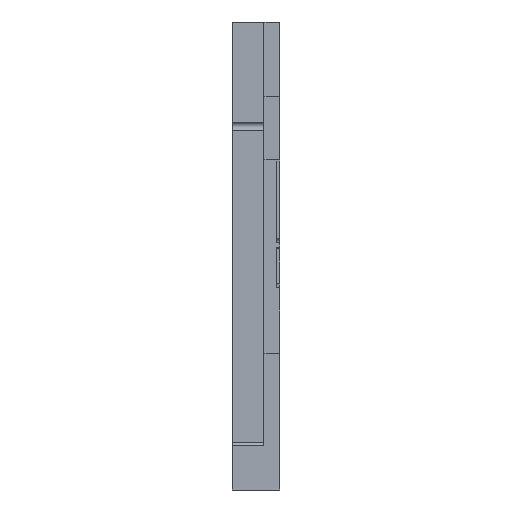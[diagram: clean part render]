
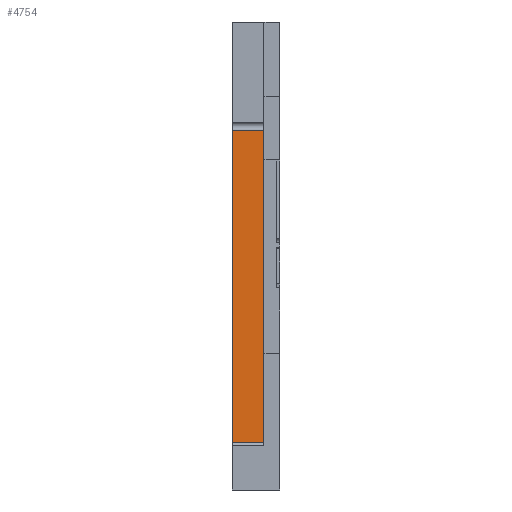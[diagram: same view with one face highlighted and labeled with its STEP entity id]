
A CAD part, front view. The second image highlights one B-rep face of the part: STEP entity #4754.
In plain terms, the highlighted planar face has unit normal (0, -1, 0).
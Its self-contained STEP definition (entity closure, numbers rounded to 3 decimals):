
#7 = CARTESIAN_POINT ( 'NONE',  ( 20., -178.541, 211.19 ) ) ;
#307 = VECTOR ( 'NONE', #13865, 1000. ) ;
#749 = LINE ( 'NONE', #7965, #4980 ) ;
#1300 = VECTOR ( 'NONE', #19148, 1000. ) ;
#1977 = VERTEX_POINT ( 'NONE', #12534 ) ;
#3363 = VERTEX_POINT ( 'NONE', #4487 ) ;
#3485 = VERTEX_POINT ( 'NONE', #6896 ) ;
#4013 = DIRECTION ( 'NONE',  ( 0., 0., 1. ) ) ;
#4487 = CARTESIAN_POINT ( 'NONE',  ( 0., -178.541, 134.958 ) ) ;
#4673 = EDGE_LOOP ( 'NONE', ( #9489, #13879, #22131, #10071 ) ) ;
#4754 = ADVANCED_FACE ( 'NONE', ( #22609 ), #6883, .F. ) ;
#4980 = VECTOR ( 'NONE', #9376, 1000. ) ;
#5642 = LINE ( 'NONE', #7488, #22014 ) ;
#6391 = DIRECTION ( 'NONE',  ( 0., 0., -1. ) ) ;
#6883 = PLANE ( 'NONE',  #17740 ) ;
#6896 = CARTESIAN_POINT ( 'NONE',  ( 0., -178.541, -61.81 ) ) ;
#7049 = EDGE_CURVE ( 'NONE', #3485, #19655, #19032, .T. ) ;
#7488 = CARTESIAN_POINT ( 'NONE',  ( 20., -178.541, 211.19 ) ) ;
#7965 = CARTESIAN_POINT ( 'NONE',  ( 30., -178.541, 134.958 ) ) ;
#8771 = EDGE_CURVE ( 'NONE', #3363, #3485, #13520, .T. ) ;
#9376 = DIRECTION ( 'NONE',  ( -1., 0., 0. ) ) ;
#9489 = ORIENTED_EDGE ( 'NONE', *, *, #17582, .F. ) ;
#10071 = ORIENTED_EDGE ( 'NONE', *, *, #7049, .T. ) ;
#11403 = EDGE_CURVE ( 'NONE', #1977, #3363, #749, .T. ) ;
#11674 = CARTESIAN_POINT ( 'NONE',  ( 20., -178.541, -61.81 ) ) ;
#12534 = CARTESIAN_POINT ( 'NONE',  ( 20., -178.541, 134.958 ) ) ;
#13520 = LINE ( 'NONE', #17178, #307 ) ;
#13865 = DIRECTION ( 'NONE',  ( 0., 0., -1. ) ) ;
#13879 = ORIENTED_EDGE ( 'NONE', *, *, #11403, .T. ) ;
#14020 = DIRECTION ( 'NONE',  ( 0., 1., 0. ) ) ;
#17178 = CARTESIAN_POINT ( 'NONE',  ( 0., -178.541, 211.19 ) ) ;
#17582 = EDGE_CURVE ( 'NONE', #1977, #19655, #5642, .T. ) ;
#17740 = AXIS2_PLACEMENT_3D ( 'NONE', #7, #14020, #4013 ) ;
#19032 = LINE ( 'NONE', #11674, #1300 ) ;
#19148 = DIRECTION ( 'NONE',  ( 1., 0., 0. ) ) ;
#19655 = VERTEX_POINT ( 'NONE', #21629 ) ;
#21629 = CARTESIAN_POINT ( 'NONE',  ( 20., -178.541, -61.81 ) ) ;
#22014 = VECTOR ( 'NONE', #6391, 1000. ) ;
#22131 = ORIENTED_EDGE ( 'NONE', *, *, #8771, .T. ) ;
#22609 = FACE_OUTER_BOUND ( 'NONE', #4673, .T. ) ;
